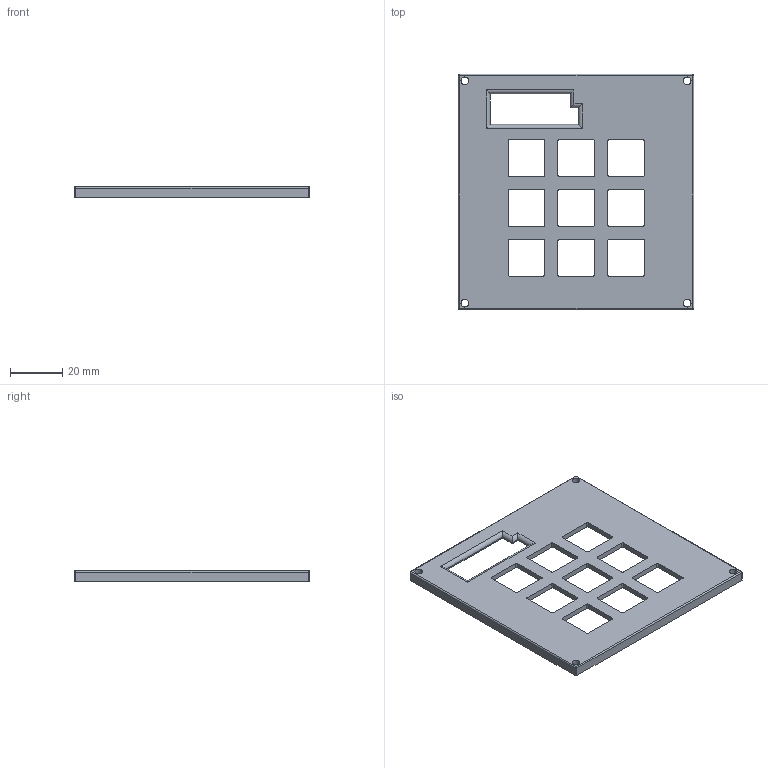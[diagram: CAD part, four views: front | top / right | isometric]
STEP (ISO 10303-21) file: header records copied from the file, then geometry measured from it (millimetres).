
FILE_DESCRIPTION(/* description */ (''),/* implementation_level */ '2;1');
FILE_NAME(/* name */ 'Untitled v2.step',/* time_stamp */ '2024-10-30T01:32:58-04:00',/* author */ (''),/* organization */ (''),/* preprocessor_version */ 'ST-DEVELOPER v20',/* originating_system */ 'Autodesk Translation Framework v13.20.0.188',/* authorisation */ '');
FILE_SCHEMA (('AUTOMOTIVE_DESIGN { 1 0 10303 214 3 1 1 }'));
Length unit declared in the file: millimetre
Products named in the file (1): Untitled
Bounding box: 90 x 90 x 4 mm (x, y, z)
Volume: 15149.4 mm3; surface area: 15129.1 mm2
Topology: 1 solids, 1 shells, 111 faces, 306 edges, 198 vertices
Faces by surface type: cylinder 54, plane 53, sphere 4
Full cylindrical faces by diameter (mm): 2.9 x4
Entity records: 3665 total; most frequent: DIRECTION 632, CARTESIAN_POINT 616, ORIENTED_EDGE 612, EDGE_CURVE 306, AXIS2_PLACEMENT_3D 214, LINE 204, VECTOR 204, VERTEX_POINT 198
